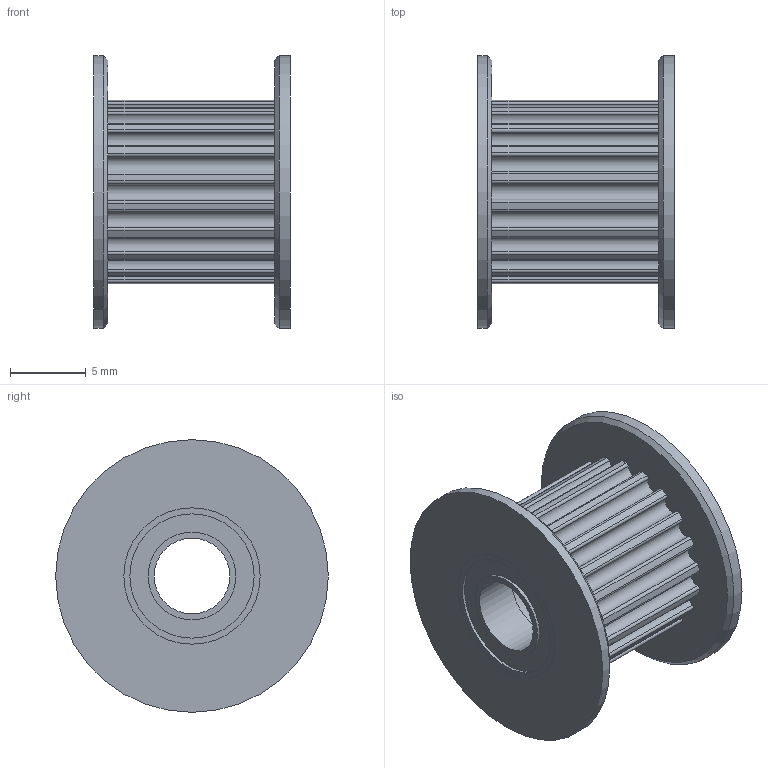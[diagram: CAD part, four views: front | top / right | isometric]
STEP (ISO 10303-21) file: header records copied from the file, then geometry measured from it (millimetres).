
FILE_DESCRIPTION(/* description */ (''),/* implementation_level */ '2;1');
FILE_NAME(/* name */ 'Z Idlers_GT2 20T Idler 9mm (3)_v1.step',/* time_stamp */ '2023-05-23T22:38:59-06:00',/* author */ (''),/* organization */ (''),/* preprocessor_version */ 'ST-DEVELOPER v19.2',/* originating_system */ 'Autodesk Translation Framework v12.4.0.73',/* authorisation */ '');
FILE_SCHEMA (('AUTOMOTIVE_DESIGN { 1 0 10303 214 3 1 1 }'));
Length unit declared in the file: millimetre
Products named in the file (1): Z Idlers_GT2 20T Idler 9mm (3)
Bounding box: 13 x 18 x 18 mm (x, y, z)
Volume: 1152.8 mm3; surface area: 2224.7 mm2
Topology: 3 solids, 3 shells, 109 faces, 283 edges, 188 vertices
Faces by surface type: cylinder 93, plane 14, cone 2
Full cylindrical faces by diameter (mm): 5 x2, 5.8 x2, 8 x1, 8.2 x2, 9 x4, 18 x2
Entity records: 3499 total; most frequent: DIRECTION 691, CARTESIAN_POINT 581, ORIENTED_EDGE 566, AXIS2_PLACEMENT_3D 298, EDGE_CURVE 283, CIRCLE 188, VERTEX_POINT 188, EDGE_LOOP 123
